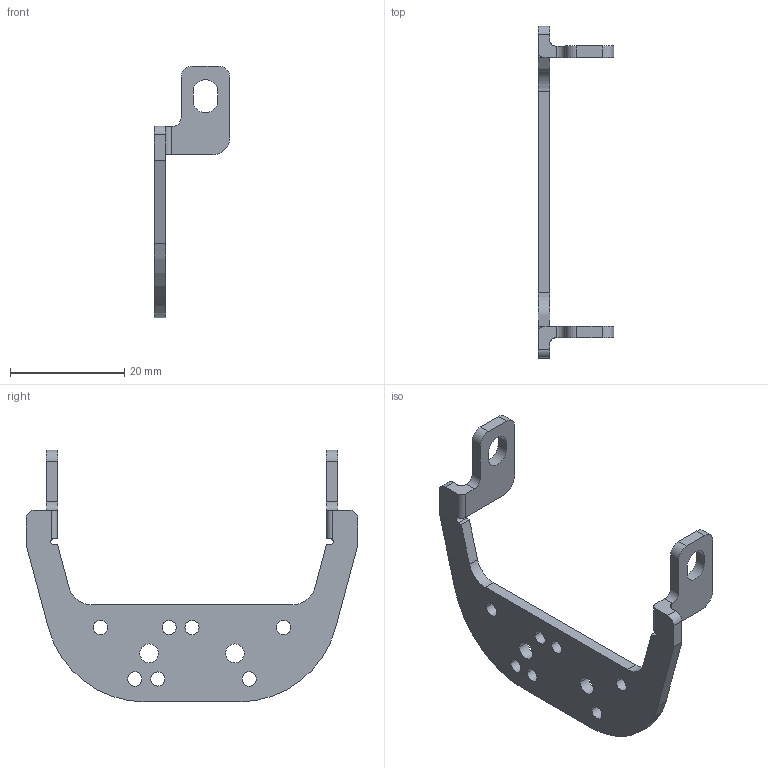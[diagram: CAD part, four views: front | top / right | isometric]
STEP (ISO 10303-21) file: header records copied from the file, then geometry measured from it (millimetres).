
FILE_DESCRIPTION(('CATIA V5 STEP Exchange','CAx-IF Rec.Pracs.--- Model Styling and Organization---1.5--- 2016-08-15','CAx-IF Rec.Pracs.---Supplemental Geometry---1.0---2011-11-01','CAx-IF Rec.Pracs.--- Composite Materials ---1.1---2010-07-15'),'2;1');
FILE_NAME ('024298-4_3', '2025-03-27T06:08:22+00:00', ('none'), ('Weidmueller'), 'CATIA Version 5-6 Release 2022 SP4 HF5', 'CATIA V5 STEP AP214 v3', 'none');
FILE_SCHEMA(('AUTOMOTIVE_DESIGN { 1 0 10303 214 1 1 1 1 }'));
Length unit declared in the file: millimetre
Products named in the file (1): 1867370000
Bounding box: 13.2 x 58 x 44 mm (x, y, z)
Volume: 2235 mm3; surface area: 2984 mm2
Topology: 1 solids, 1 shells, 72 faces, 210 edges, 140 vertices
Faces by surface type: cylinder 42, plane 30
Entity records: 2307 total; most frequent: ORIENTED_EDGE 420, CARTESIAN_POINT 410, DIRECTION 314, EDGE_CURVE 210, VERTEX_POINT 140, AXIS2_PLACEMENT_3D 138, VECTOR 124, LINE 124
